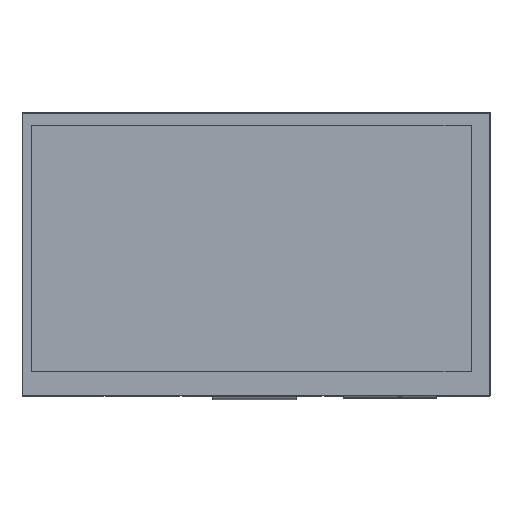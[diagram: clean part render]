
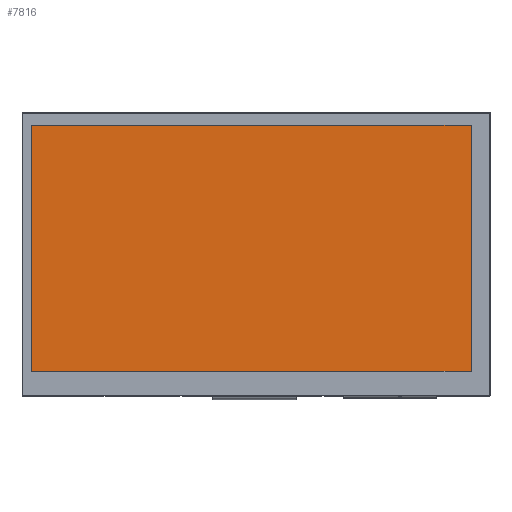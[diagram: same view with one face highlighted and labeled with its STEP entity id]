
A CAD part, top view. The second image highlights one B-rep face of the part: STEP entity #7816.
In plain terms, the highlighted planar face has unit normal (0, 0, 1).
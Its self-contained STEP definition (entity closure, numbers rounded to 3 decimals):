
#409=FACE_OUTER_BOUND('',#825,.T.);
#825=EDGE_LOOP('',(#5306,#5307,#5308,#5309));
#1259=LINE('',#11146,#2286);
#1263=LINE('',#11154,#2290);
#1266=LINE('',#11160,#2293);
#1269=LINE('',#11165,#2296);
#2286=VECTOR('',#9085,10.);
#2290=VECTOR('',#9091,10.);
#2293=VECTOR('',#9096,10.);
#2296=VECTOR('',#9101,10.);
#3301=VERTEX_POINT('',#11144);
#3302=VERTEX_POINT('',#11145);
#3305=VERTEX_POINT('',#11153);
#3307=VERTEX_POINT('',#11159);
#4077=EDGE_CURVE('',#3301,#3302,#1259,.T.);
#4081=EDGE_CURVE('',#3305,#3301,#1263,.T.);
#4084=EDGE_CURVE('',#3307,#3305,#1266,.T.);
#4087=EDGE_CURVE('',#3302,#3307,#1269,.T.);
#5306=ORIENTED_EDGE('',*,*,#4087,.F.);
#5307=ORIENTED_EDGE('',*,*,#4077,.F.);
#5308=ORIENTED_EDGE('',*,*,#4081,.F.);
#5309=ORIENTED_EDGE('',*,*,#4084,.F.);
#7455=PLANE('',#8466);
#7816=ADVANCED_FACE('',(#409),#7455,.T.);
#8466=AXIS2_PLACEMENT_3D('',#11168,#9105,#9106);
#9085=DIRECTION('',(0.,1.,0.));
#9091=DIRECTION('',(-1.,0.,0.));
#9096=DIRECTION('',(0.,-1.,0.));
#9101=DIRECTION('',(1.,0.,0.));
#9105=DIRECTION('center_axis',(0.,0.,1.));
#9106=DIRECTION('ref_axis',(1.,0.,0.));
#11144=CARTESIAN_POINT('',(-79.235,-41.285,1.1));
#11145=CARTESIAN_POINT('',(-79.235,45.435,1.1));
#11146=CARTESIAN_POINT('',(-79.235,-41.285,1.1));
#11153=CARTESIAN_POINT('',(75.775,-41.285,1.1));
#11154=CARTESIAN_POINT('',(75.775,-41.285,1.1));
#11159=CARTESIAN_POINT('',(75.775,45.435,1.1));
#11160=CARTESIAN_POINT('',(75.775,45.435,1.1));
#11165=CARTESIAN_POINT('',(-79.235,45.435,1.1));
#11168=CARTESIAN_POINT('Origin',(-1.73,2.075,1.1));
